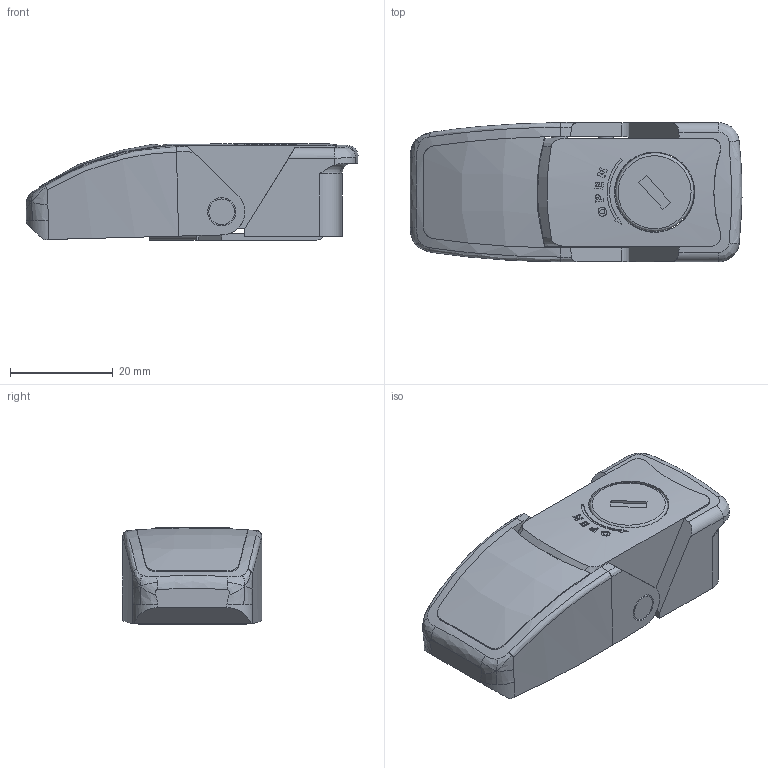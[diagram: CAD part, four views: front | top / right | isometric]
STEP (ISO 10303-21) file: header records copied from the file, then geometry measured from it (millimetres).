
FILE_DESCRIPTION(/* description */ (''),/* implementation_level */ '2;1');
FILE_NAME(/* name */ 'C-C1-K.stp',/* time_stamp */ '2023-07-06T11:09:57+09:00',/* author */ ('user'),/* organization */ (''),/* preprocessor_version */ 'ST-DEVELOPER v15.6',/* originating_system */ 'Autodesk Inventor 2015',/* authorisation */ '');
FILE_SCHEMA (('AUTOMOTIVE_DESIGN { 1 0 10303 214 3 1 1 }'));
Length unit declared in the file: millimetre
Products named in the file (8): 고정판_소; 걸림쇠_소; 핀_몸통+고정판_소; 핀_몸통+걸림쇠_소; 손잡이_소키1 - 수정본; 키코어_160321+로고; 캐치_소; C-C1-K
Bounding box: 64.54 x 27.14 x 18.7 mm (x, y, z)
Volume: 14141.2 mm3; surface area: 15210.2 mm2
Topology: 7 solids, 7 shells, 411 faces, 1076 edges, 690 vertices
Faces by surface type: plane 209, cylinder 118, bspline 64, cone 7, torus 7, sphere 6
Full cylindrical faces by diameter (mm): 2.459 x2, 3 x2, 3.1 x8, 3.2 x2, 3.6 x4, 5 x4, 5.5 x4, 12.3 x1, 15.2 x1, 15.6 x1
Entity records: 15505 total; most frequent: CARTESIAN_POINT 5520, ORIENTED_EDGE 2060, DIRECTION 1930, EDGE_CURVE 1030, AXIS2_PLACEMENT_3D 703, VERTEX_POINT 687, LINE 524, VECTOR 524
